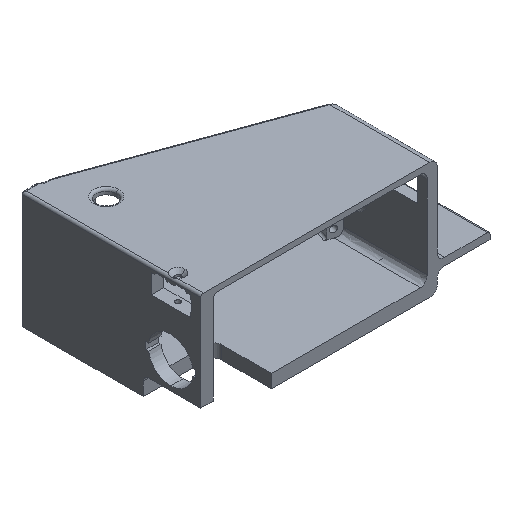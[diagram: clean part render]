
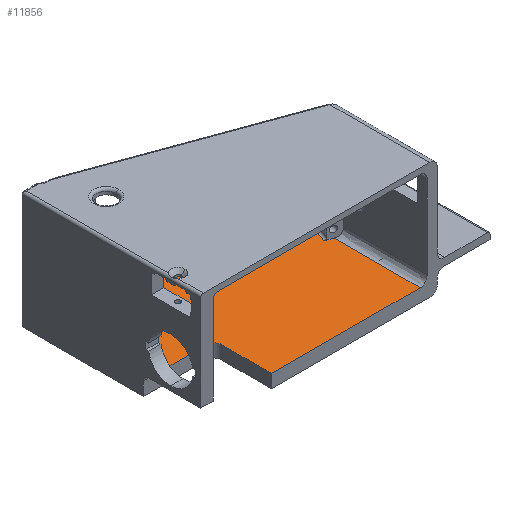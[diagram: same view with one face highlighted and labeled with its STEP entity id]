
A CAD part, isometric view. The second image highlights one B-rep face of the part: STEP entity #11856.
In plain terms, the highlighted planar face has unit normal (0, 0, 1).
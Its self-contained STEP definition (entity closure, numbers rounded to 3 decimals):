
#53 = DIRECTION ( 'NONE',  ( -0.94, 0.342, 0. ) ) ;
#298 = EDGE_CURVE ( 'NONE', #4598, #2274, #4700, .T. ) ;
#300 = CARTESIAN_POINT ( 'NONE',  ( 0., 21.5, 5.35 ) ) ;
#355 = CARTESIAN_POINT ( 'NONE',  ( 10.2, 51.6, 5.35 ) ) ;
#397 = CARTESIAN_POINT ( 'NONE',  ( 7.188, 48.967, 5.35 ) ) ;
#506 = DIRECTION ( 'NONE',  ( -1., 0., 0. ) ) ;
#566 = DIRECTION ( 'NONE',  ( 0., 0., -1. ) ) ;
#614 = VECTOR ( 'NONE', #896, 1000. ) ;
#647 = CARTESIAN_POINT ( 'NONE',  ( 83.306, -1.6, 5.35 ) ) ;
#681 = CARTESIAN_POINT ( 'NONE',  ( 12.482, 63.51, 5.35 ) ) ;
#765 = CARTESIAN_POINT ( 'NONE',  ( 80.205, 34.093, 5.35 ) ) ;
#896 = DIRECTION ( 'NONE',  ( 0.94, -0.342, 0. ) ) ;
#1022 = DIRECTION ( 'NONE',  ( 0.342, 0.94, 0. ) ) ;
#1207 = VERTEX_POINT ( 'NONE', #11598 ) ;
#1245 = DIRECTION ( 'NONE',  ( 0., 0., 1. ) ) ;
#1455 = DIRECTION ( 'NONE',  ( -1., 0., 0. ) ) ;
#1579 = DIRECTION ( 'NONE',  ( 0., 0., -1. ) ) ;
#1619 = VERTEX_POINT ( 'NONE', #397 ) ;
#1793 = CARTESIAN_POINT ( 'NONE',  ( 2., 21.5, 5.35 ) ) ;
#1862 = CARTESIAN_POINT ( 'NONE',  ( 21.872, 60.093, 5.35 ) ) ;
#1984 = LINE ( 'NONE', #765, #8707 ) ;
#2061 = DIRECTION ( 'NONE',  ( -1., 0., 0. ) ) ;
#2274 = VERTEX_POINT ( 'NONE', #681 ) ;
#2290 = EDGE_CURVE ( 'NONE', #5155, #10446, #13157, .T. ) ;
#2603 = VECTOR ( 'NONE', #3744, 1000. ) ;
#2666 = PLANE ( 'NONE',  #7905 ) ;
#2774 = CARTESIAN_POINT ( 'NONE',  ( -9.39, 3.418, 5.35 ) ) ;
#2801 = VECTOR ( 'NONE', #53, 1000. ) ;
#2905 = EDGE_CURVE ( 'NONE', #12285, #11984, #10160, .T. ) ;
#2982 = CARTESIAN_POINT ( 'NONE',  ( 15.583, 62.382, 5.35 ) ) ;
#3002 = CARTESIAN_POINT ( 'NONE',  ( 20.5, 18.5, 5.35 ) ) ;
#3139 = ORIENTED_EDGE ( 'NONE', *, *, #8954, .T. ) ;
#3153 = VECTOR ( 'NONE', #4528, 1000. ) ;
#3287 = VECTOR ( 'NONE', #1022, 1000. ) ;
#3360 = CARTESIAN_POINT ( 'NONE',  ( 83.306, -19.035, 5.35 ) ) ;
#3390 = ORIENTED_EDGE ( 'NONE', *, *, #11913, .F. ) ;
#3430 = CARTESIAN_POINT ( 'NONE',  ( 16.318, 64.402, 5.35 ) ) ;
#3523 = CARTESIAN_POINT ( 'NONE',  ( 15.583, 62.382, 5.35 ) ) ;
#3548 = ORIENTED_EDGE ( 'NONE', *, *, #6616, .T. ) ;
#3686 = ORIENTED_EDGE ( 'NONE', *, *, #2905, .F. ) ;
#3744 = DIRECTION ( 'NONE',  ( 0., -1., 0. ) ) ;
#3951 = VERTEX_POINT ( 'NONE', #9425 ) ;
#4028 = CARTESIAN_POINT ( 'NONE',  ( 23.5, -1.6, 5.35 ) ) ;
#4245 = DIRECTION ( 'NONE',  ( 0., 1., 0. ) ) ;
#4448 = DIRECTION ( 'NONE',  ( -1., 0., 0. ) ) ;
#4454 = ORIENTED_EDGE ( 'NONE', *, *, #8804, .T. ) ;
#4528 = DIRECTION ( 'NONE',  ( -1., 0., 0. ) ) ;
#4543 = ORIENTED_EDGE ( 'NONE', *, *, #12906, .T. ) ;
#4598 = VERTEX_POINT ( 'NONE', #5607 ) ;
#4617 = EDGE_CURVE ( 'NONE', #2274, #9969, #10803, .T. ) ;
#4652 = CARTESIAN_POINT ( 'NONE',  ( 0., 0., 5.35 ) ) ;
#4660 = CARTESIAN_POINT ( 'NONE',  ( 83.306, 32.965, 5.35 ) ) ;
#4697 = CARTESIAN_POINT ( 'NONE',  ( 22.607, 62.113, 5.35 ) ) ;
#4700 = LINE ( 'NONE', #2774, #6293 ) ;
#4941 = ORIENTED_EDGE ( 'NONE', *, *, #4617, .F. ) ;
#5155 = VERTEX_POINT ( 'NONE', #6710 ) ;
#5174 = LINE ( 'NONE', #11458, #3287 ) ;
#5278 = CARTESIAN_POINT ( 'NONE',  ( 10.2, 51.6, 5.35 ) ) ;
#5311 = VECTOR ( 'NONE', #7112, 1000. ) ;
#5316 = EDGE_CURVE ( 'NONE', #7735, #3951, #12319, .T. ) ;
#5476 = AXIS2_PLACEMENT_3D ( 'NONE', #355, #1579, #1455 ) ;
#5607 = CARTESIAN_POINT ( 'NONE',  ( 9.585, 55.552, 5.35 ) ) ;
#5977 = CARTESIAN_POINT ( 'NONE',  ( 2., 21.5, 5.35 ) ) ;
#6090 = VERTEX_POINT ( 'NONE', #10703 ) ;
#6293 = VECTOR ( 'NONE', #6788, 1000. ) ;
#6616 = EDGE_CURVE ( 'NONE', #12285, #10457, #8174, .T. ) ;
#6710 = CARTESIAN_POINT ( 'NONE',  ( 2., 34.713, 5.35 ) ) ;
#6788 = DIRECTION ( 'NONE',  ( 0.342, 0.94, 0. ) ) ;
#6840 = VECTOR ( 'NONE', #4448, 1000. ) ;
#6958 = VECTOR ( 'NONE', #4245, 1000. ) ;
#6973 = CARTESIAN_POINT ( 'NONE',  ( 23.5, 18.5, 5.35 ) ) ;
#7051 = LINE ( 'NONE', #2982, #5311 ) ;
#7112 = DIRECTION ( 'NONE',  ( 0.342, 0.94, 0. ) ) ;
#7113 = ORIENTED_EDGE ( 'NONE', *, *, #9061, .F. ) ;
#7136 = DIRECTION ( 'NONE',  ( 0., -1., 0. ) ) ;
#7458 = ORIENTED_EDGE ( 'NONE', *, *, #12060, .T. ) ;
#7463 = VECTOR ( 'NONE', #10715, 1000. ) ;
#7539 = VERTEX_POINT ( 'NONE', #647 ) ;
#7573 = ORIENTED_EDGE ( 'NONE', *, *, #8115, .T. ) ;
#7653 = CIRCLE ( 'NONE', #5476, 4. ) ;
#7735 = VERTEX_POINT ( 'NONE', #4660 ) ;
#7905 = AXIS2_PLACEMENT_3D ( 'NONE', #4652, #566, #506 ) ;
#8115 = EDGE_CURVE ( 'NONE', #4598, #1207, #7653, .T. ) ;
#8174 = LINE ( 'NONE', #9307, #8699 ) ;
#8323 = DIRECTION ( 'NONE',  ( 0., 0., -1. ) ) ;
#8526 = DIRECTION ( 'NONE',  ( -1., 0., 0. ) ) ;
#8667 = AXIS2_PLACEMENT_3D ( 'NONE', #3002, #1245, #2061 ) ;
#8699 = VECTOR ( 'NONE', #7136, 1000. ) ;
#8707 = VECTOR ( 'NONE', #10047, 1000. ) ;
#8782 = AXIS2_PLACEMENT_3D ( 'NONE', #5278, #8323, #8526 ) ;
#8804 = EDGE_CURVE ( 'NONE', #7539, #7735, #9385, .T. ) ;
#8921 = LINE ( 'NONE', #11774, #3153 ) ;
#8954 = EDGE_CURVE ( 'NONE', #3951, #6090, #1984, .T. ) ;
#9061 = EDGE_CURVE ( 'NONE', #5155, #1619, #5174, .T. ) ;
#9307 = CARTESIAN_POINT ( 'NONE',  ( 23.5, 0., 5.35 ) ) ;
#9385 = LINE ( 'NONE', #3360, #6958 ) ;
#9407 = EDGE_LOOP ( 'NONE', ( #7113, #11710, #13005, #3686, #3548, #13135, #4454, #11123, #3139, #7458, #3390, #4941, #13310, #7573, #4543 ) ) ;
#9425 = CARTESIAN_POINT ( 'NONE',  ( 80.205, 34.093, 5.35 ) ) ;
#9590 = LINE ( 'NONE', #300, #6840 ) ;
#9768 = LINE ( 'NONE', #4697, #7463 ) ;
#9969 = VERTEX_POINT ( 'NONE', #3523 ) ;
#10047 = DIRECTION ( 'NONE',  ( 0.342, 0.94, 0. ) ) ;
#10160 = CIRCLE ( 'NONE', #8667, 3. ) ;
#10438 = CARTESIAN_POINT ( 'NONE',  ( 20.5, 21.5, 5.35 ) ) ;
#10446 = VERTEX_POINT ( 'NONE', #1793 ) ;
#10457 = VERTEX_POINT ( 'NONE', #4028 ) ;
#10703 = CARTESIAN_POINT ( 'NONE',  ( 82.473, 40.324, 5.35 ) ) ;
#10715 = DIRECTION ( 'NONE',  ( -0.94, 0.342, 0. ) ) ;
#10803 = LINE ( 'NONE', #1862, #614 ) ;
#11123 = ORIENTED_EDGE ( 'NONE', *, *, #5316, .T. ) ;
#11301 = CARTESIAN_POINT ( 'NONE',  ( 20.34, 55.883, 5.35 ) ) ;
#11366 = VERTEX_POINT ( 'NONE', #3430 ) ;
#11458 = CARTESIAN_POINT ( 'NONE',  ( -9.39, 3.418, 5.35 ) ) ;
#11598 = CARTESIAN_POINT ( 'NONE',  ( 14.2, 51.6, 5.35 ) ) ;
#11671 = FACE_OUTER_BOUND ( 'NONE', #9407, .T. ) ;
#11710 = ORIENTED_EDGE ( 'NONE', *, *, #2290, .T. ) ;
#11774 = CARTESIAN_POINT ( 'NONE',  ( 83.306, -1.6, 5.35 ) ) ;
#11856 = ADVANCED_FACE ( 'NONE', ( #11671 ), #2666, .F. ) ;
#11913 = EDGE_CURVE ( 'NONE', #9969, #11366, #7051, .T. ) ;
#11984 = VERTEX_POINT ( 'NONE', #10438 ) ;
#12060 = EDGE_CURVE ( 'NONE', #6090, #11366, #9768, .T. ) ;
#12285 = VERTEX_POINT ( 'NONE', #6973 ) ;
#12319 = LINE ( 'NONE', #11301, #2801 ) ;
#12906 = EDGE_CURVE ( 'NONE', #1207, #1619, #13318, .T. ) ;
#13005 = ORIENTED_EDGE ( 'NONE', *, *, #13372, .F. ) ;
#13024 = EDGE_CURVE ( 'NONE', #7539, #10457, #8921, .T. ) ;
#13135 = ORIENTED_EDGE ( 'NONE', *, *, #13024, .F. ) ;
#13157 = LINE ( 'NONE', #5977, #2603 ) ;
#13310 = ORIENTED_EDGE ( 'NONE', *, *, #298, .F. ) ;
#13318 = CIRCLE ( 'NONE', #8782, 4. ) ;
#13372 = EDGE_CURVE ( 'NONE', #11984, #10446, #9590, .T. ) ;
